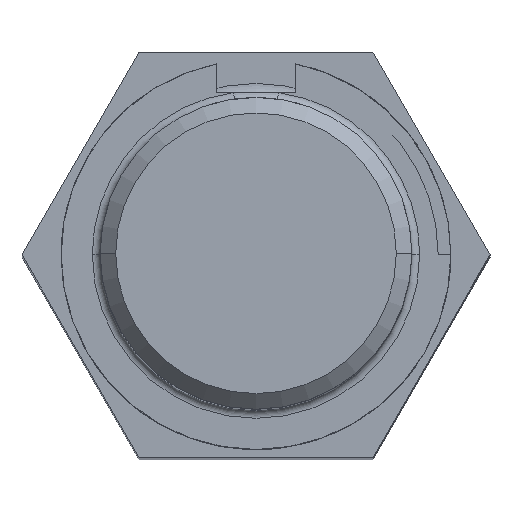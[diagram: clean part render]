
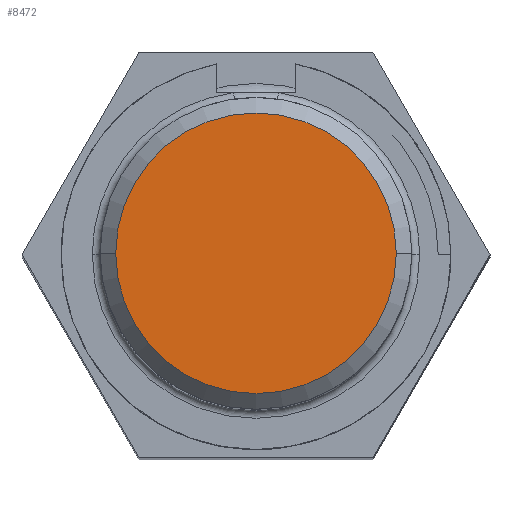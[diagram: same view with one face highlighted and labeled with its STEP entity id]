
A CAD part, top view. The second image highlights one B-rep face of the part: STEP entity #8472.
In plain terms, the highlighted planar face has unit normal (0, 0, 1).
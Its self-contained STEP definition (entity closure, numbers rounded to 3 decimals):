
#221 = FACE_OUTER_BOUND ( 'NONE', #1620, .T. ) ;
#312 = CIRCLE ( 'NONE', #11477, 9. ) ;
#1098 = DIRECTION ( 'NONE',  ( 1., 0., 0. ) ) ;
#1620 = EDGE_LOOP ( 'NONE', ( #10115, #10246 ) ) ;
#1766 = EDGE_CURVE ( 'NONE', #7169, #2971, #8701, .T. ) ;
#1950 = DIRECTION ( 'NONE',  ( 0., 0., 1. ) ) ;
#2971 = VERTEX_POINT ( 'NONE', #9902 ) ;
#4594 = PLANE ( 'NONE',  #7300 ) ;
#5544 = DIRECTION ( 'NONE',  ( 1., 0., 0. ) ) ;
#6127 = CARTESIAN_POINT ( 'NONE',  ( 0., 0., 98.75 ) ) ;
#6739 = CARTESIAN_POINT ( 'NONE',  ( -9., 0., 98.75 ) ) ;
#7169 = VERTEX_POINT ( 'NONE', #6739 ) ;
#7300 = AXIS2_PLACEMENT_3D ( 'NONE', #10032, #1950, #5544 ) ;
#8034 = EDGE_CURVE ( 'NONE', #2971, #7169, #312, .T. ) ;
#8472 = ADVANCED_FACE ( 'NONE', ( #221 ), #4594, .T. ) ;
#8701 = CIRCLE ( 'NONE', #9089, 9. ) ;
#9089 = AXIS2_PLACEMENT_3D ( 'NONE', #6127, #11619, #10118 ) ;
#9902 = CARTESIAN_POINT ( 'NONE',  ( 9., 0., 98.75 ) ) ;
#10032 = CARTESIAN_POINT ( 'NONE',  ( 0., 0., 98.75 ) ) ;
#10115 = ORIENTED_EDGE ( 'NONE', *, *, #1766, .T. ) ;
#10118 = DIRECTION ( 'NONE',  ( 1., 0., 0. ) ) ;
#10246 = ORIENTED_EDGE ( 'NONE', *, *, #8034, .T. ) ;
#10904 = DIRECTION ( 'NONE',  ( 0., 0., 1. ) ) ;
#11477 = AXIS2_PLACEMENT_3D ( 'NONE', #11613, #10904, #1098 ) ;
#11613 = CARTESIAN_POINT ( 'NONE',  ( 0., 0., 98.75 ) ) ;
#11619 = DIRECTION ( 'NONE',  ( 0., 0., 1. ) ) ;
